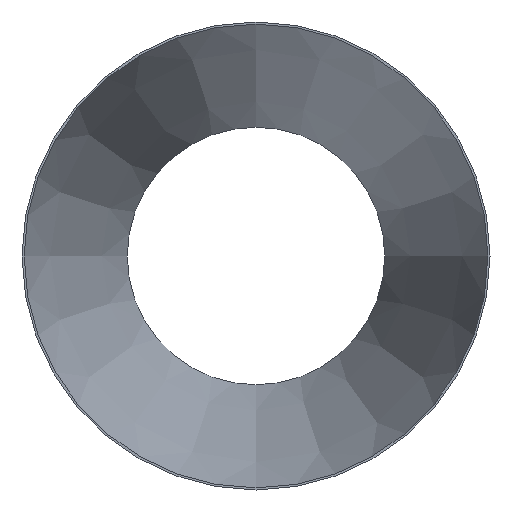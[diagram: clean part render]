
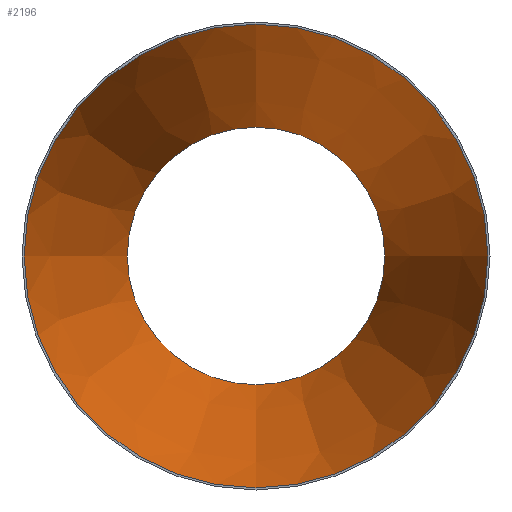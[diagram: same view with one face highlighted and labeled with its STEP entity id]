
A CAD part, front view. The second image highlights one B-rep face of the part: STEP entity #2196.
In plain terms, the highlighted conical face has half-angle 14.707 degrees and reference radius 224.932 mm.
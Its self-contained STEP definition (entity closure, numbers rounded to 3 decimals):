
#580 = VERTEX_POINT ( 'NONE', #10183 ) ;
#1076 = EDGE_LOOP ( 'NONE', ( #24152 ) ) ;
#2196 = ADVANCED_FACE ( 'NONE', ( #22818, #25288 ), #31567, .F. ) ;
#2334 = DIRECTION ( 'NONE',  ( 0., -1., 0. ) ) ;
#2754 = VERTEX_POINT ( 'NONE', #17656 ) ;
#2816 = CARTESIAN_POINT ( 'NONE',  ( 0., 0., 0. ) ) ;
#5569 = ORIENTED_EDGE ( 'NONE', *, *, #18432, .F. ) ;
#9182 = DIRECTION ( 'NONE',  ( 0., -1., 0. ) ) ;
#9481 = CARTESIAN_POINT ( 'NONE',  ( 0., 0., 0. ) ) ;
#9601 = AXIS2_PLACEMENT_3D ( 'NONE', #9481, #9182, #29644 ) ;
#10170 = EDGE_CURVE ( 'NONE', #2754, #2754, #22836, .T. ) ;
#10183 = CARTESIAN_POINT ( 'NONE',  ( 0., 381., -124.932 ) ) ;
#12846 = DIRECTION ( 'NONE',  ( 0., 0., -1. ) ) ;
#14662 = EDGE_LOOP ( 'NONE', ( #5569 ) ) ;
#17330 = DIRECTION ( 'NONE',  ( 0., -1., 0. ) ) ;
#17656 = CARTESIAN_POINT ( 'NONE',  ( 0., 0., -224.932 ) ) ;
#17822 = CARTESIAN_POINT ( 'NONE',  ( 0., 381., 0. ) ) ;
#18432 = EDGE_CURVE ( 'NONE', #580, #580, #27265, .T. ) ;
#20498 = DIRECTION ( 'NONE',  ( 0., 0., -1. ) ) ;
#22818 = FACE_BOUND ( 'NONE', #14662, .T. ) ;
#22836 = CIRCLE ( 'NONE', #9601, 224.932 ) ;
#24152 = ORIENTED_EDGE ( 'NONE', *, *, #10170, .T. ) ;
#25288 = FACE_OUTER_BOUND ( 'NONE', #1076, .T. ) ;
#25689 = AXIS2_PLACEMENT_3D ( 'NONE', #17822, #17330, #12846 ) ;
#27265 = CIRCLE ( 'NONE', #25689, 124.932 ) ;
#27375 = AXIS2_PLACEMENT_3D ( 'NONE', #2816, #2334, #20498 ) ;
#29644 = DIRECTION ( 'NONE',  ( 0., 0., -1. ) ) ;
#31567 = CONICAL_SURFACE ( 'NONE', #27375, 224.932, 0.257 ) ;
